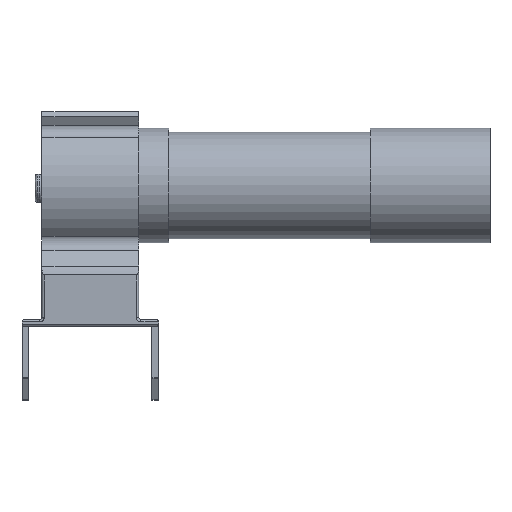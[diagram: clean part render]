
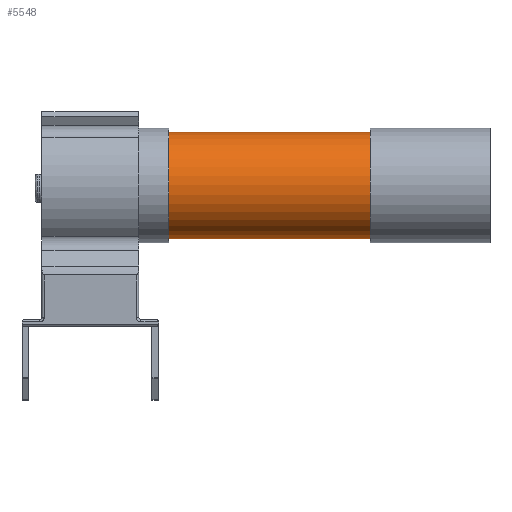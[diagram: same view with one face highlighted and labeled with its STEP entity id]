
A CAD part, top view. The second image highlights one B-rep face of the part: STEP entity #5548.
In plain terms, the highlighted cylindrical face has radius 2.375 mm (diameter 4.75 mm), a partial arc.
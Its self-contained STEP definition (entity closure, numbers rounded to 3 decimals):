
#2 = FACE_OUTER_BOUND ( 'NONE', #1154, .T. ) ;
#72 = CYLINDRICAL_SURFACE ( 'NONE', #3328, 2.375 ) ;
#350 = CARTESIAN_POINT ( 'NONE',  ( 9.75, 0., -2.375 ) ) ;
#378 = CARTESIAN_POINT ( 'NONE',  ( -9.75, 0., -2.375 ) ) ;
#425 = VERTEX_POINT ( 'NONE', #609 ) ;
#440 = VERTEX_POINT ( 'NONE', #378 ) ;
#449 = VERTEX_POINT ( 'NONE', #350 ) ;
#588 = VERTEX_POINT ( 'NONE', #772 ) ;
#609 = CARTESIAN_POINT ( 'NONE',  ( -9.75, 0., 2.375 ) ) ;
#772 = CARTESIAN_POINT ( 'NONE',  ( 9.75, 0., 2.375 ) ) ;
#1128 = ORIENTED_EDGE ( 'NONE', *, *, #2655, .T. ) ;
#1154 = EDGE_LOOP ( 'NONE', ( #1128, #4442, #4396, #4424 ) ) ;
#1613 = LINE ( 'NONE', #4314, #1630 ) ;
#1621 = CIRCLE ( 'NONE', #3038, 2.375 ) ;
#1622 = LINE ( 'NONE', #4244, #1627 ) ;
#1627 = VECTOR ( 'NONE', #4310, 1000. ) ;
#1630 = VECTOR ( 'NONE', #4294, 1000. ) ;
#1640 = CIRCLE ( 'NONE', #3043, 2.375 ) ;
#2642 = EDGE_CURVE ( 'NONE', #449, #588, #1621, .T. ) ;
#2647 = EDGE_CURVE ( 'NONE', #425, #588, #1622, .T. ) ;
#2648 = EDGE_CURVE ( 'NONE', #440, #449, #1613, .T. ) ;
#2655 = EDGE_CURVE ( 'NONE', #440, #425, #1640, .T. ) ;
#3038 = AXIS2_PLACEMENT_3D ( 'NONE', #4286, #4235, #4323 ) ;
#3043 = AXIS2_PLACEMENT_3D ( 'NONE', #5315, #5212, #5179 ) ;
#3328 = AXIS2_PLACEMENT_3D ( 'NONE', #3713, #3705, #3684 ) ;
#3684 = DIRECTION ( 'NONE',  ( 0., 0., -1. ) ) ;
#3705 = DIRECTION ( 'NONE',  ( 1., 0., 0. ) ) ;
#3713 = CARTESIAN_POINT ( 'NONE',  ( -9.75, 0., 0. ) ) ;
#4235 = DIRECTION ( 'NONE',  ( 1., 0., 0. ) ) ;
#4244 = CARTESIAN_POINT ( 'NONE',  ( -9.75, 0., 2.375 ) ) ;
#4286 = CARTESIAN_POINT ( 'NONE',  ( 9.75, 0., 0. ) ) ;
#4294 = DIRECTION ( 'NONE',  ( 1., 0., 0. ) ) ;
#4310 = DIRECTION ( 'NONE',  ( 1., 0., 0. ) ) ;
#4314 = CARTESIAN_POINT ( 'NONE',  ( -9.75, 0., -2.375 ) ) ;
#4323 = DIRECTION ( 'NONE',  ( 0., 0., -1. ) ) ;
#4396 = ORIENTED_EDGE ( 'NONE', *, *, #2642, .F. ) ;
#4424 = ORIENTED_EDGE ( 'NONE', *, *, #2648, .F. ) ;
#4442 = ORIENTED_EDGE ( 'NONE', *, *, #2647, .T. ) ;
#5179 = DIRECTION ( 'NONE',  ( 0., 0., -1. ) ) ;
#5212 = DIRECTION ( 'NONE',  ( 1., 0., 0. ) ) ;
#5315 = CARTESIAN_POINT ( 'NONE',  ( -9.75, 0., 0. ) ) ;
#5548 = ADVANCED_FACE ( 'NONE', ( #2 ), #72, .T. ) ;
